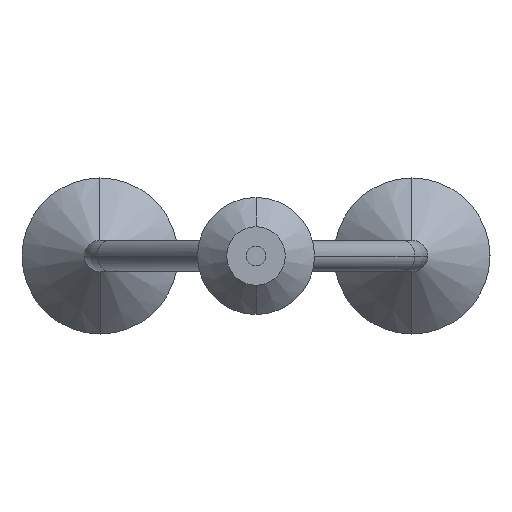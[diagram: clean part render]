
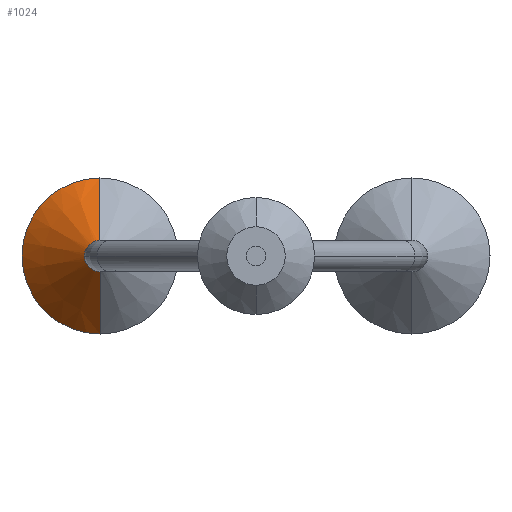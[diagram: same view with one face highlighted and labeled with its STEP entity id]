
A CAD part, front view. The second image highlights one B-rep face of the part: STEP entity #1024.
In plain terms, the highlighted conical face has half-angle 45 degrees and reference radius 1.2 mm.
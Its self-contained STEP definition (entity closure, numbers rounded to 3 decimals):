
#279=CARTESIAN_POINT('',(-4.,80.562,0.));
#280=DIRECTION('',(0.,-1.,0.));
#281=DIRECTION('',(-1.,0.,0.));
#282=AXIS2_PLACEMENT_3D('',#279,#280,#281);
#288=DIRECTION('',(0.,0.707,-0.707));
#289=VECTOR('',#288,2.263);
#290=CARTESIAN_POINT('',(-4.,80.562,-0.4));
#291=LINE('',#290,#289);
#301=CARTESIAN_POINT('',(-4.,80.562,0.));
#302=DIRECTION('',(0.,-1.,0.));
#303=DIRECTION('',(0.,0.,1.));
#304=AXIS2_PLACEMENT_3D('',#301,#302,#303);
#306=DIRECTION('',(0.,0.707,0.707));
#307=VECTOR('',#306,2.263);
#308=CARTESIAN_POINT('',(-4.,80.562,0.4));
#309=LINE('',#308,#307);
#310=CARTESIAN_POINT('',(-4.,82.162,0.));
#311=DIRECTION('',(0.,-1.,0.));
#312=DIRECTION('',(0.,0.,1.));
#313=AXIS2_PLACEMENT_3D('',#310,#311,#312);
#544=CARTESIAN_POINT('',(-4.,80.562,-0.4));
#546=VERTEX_POINT('',#544);
#548=CARTESIAN_POINT('',(-4.,80.562,0.4));
#549=VERTEX_POINT('',#548);
#550=CARTESIAN_POINT('',(-4.,82.162,-2.));
#551=CARTESIAN_POINT('',(-4.,82.162,2.));
#552=VERTEX_POINT('',#550);
#553=VERTEX_POINT('',#551);
#554=CARTESIAN_POINT('',(-4.4,80.562,0.));
#555=VERTEX_POINT('',#554);
#1011=CARTESIAN_POINT('',(-4.,81.362,0.));
#1012=DIRECTION('',(0.,1.,0.));
#1013=DIRECTION('',(0.,0.,-1.));
#1014=AXIS2_PLACEMENT_3D('',#1011,#1012,#1013);
#1015=CONICAL_SURFACE('',#1014,1.2,45.);
#1016=ORIENTED_EDGE('',*,*,#1006,.T.);
#1017=ORIENTED_EDGE('',*,*,#970,.T.);
#1018=ORIENTED_EDGE('',*,*,#992,.T.);
#1020=ORIENTED_EDGE('',*,*,#1019,.F.);
#1021=ORIENTED_EDGE('',*,*,#988,.F.);
#1022=EDGE_LOOP('',(#1016,#1017,#1018,#1020,#1021));
#1023=FACE_OUTER_BOUND('',#1022,.F.);
#1024=ADVANCED_FACE('',(#1023),#1015,.T.);
#283=CIRCLE('',#282,0.4);
#305=CIRCLE('',#304,0.4);
#314=CIRCLE('',#313,2.);
#970=EDGE_CURVE('',#555,#546,#283,.T.);
#988=EDGE_CURVE('',#549,#553,#309,.T.);
#992=EDGE_CURVE('',#546,#552,#291,.T.);
#1006=EDGE_CURVE('',#549,#555,#305,.T.);
#1019=EDGE_CURVE('',#553,#552,#314,.T.);
